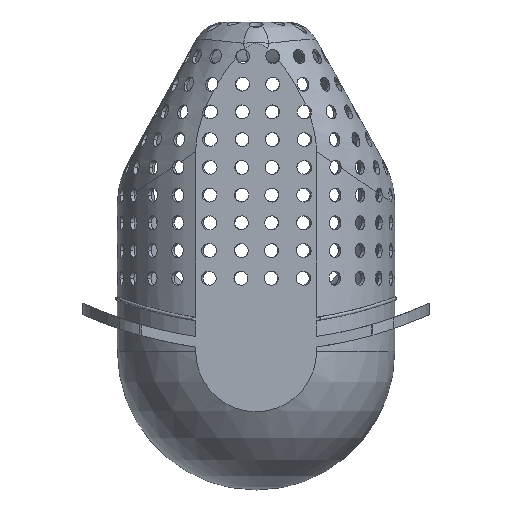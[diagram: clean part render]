
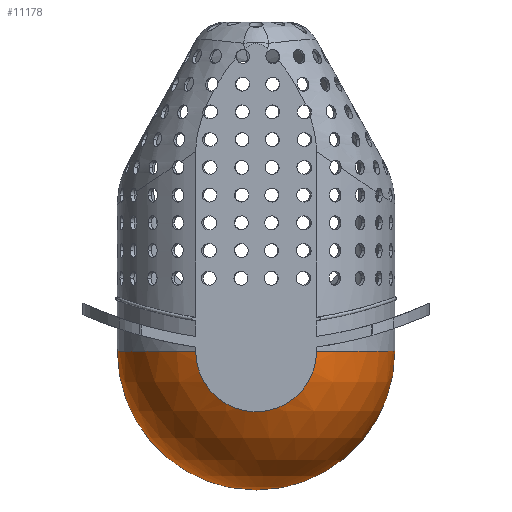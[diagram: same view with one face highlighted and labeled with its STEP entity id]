
A CAD part, front view. The second image highlights one B-rep face of the part: STEP entity #11178.
In plain terms, the highlighted spherical face has radius 40 mm.
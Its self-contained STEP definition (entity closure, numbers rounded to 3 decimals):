
#40 = FACE_OUTER_BOUND ( 'NONE', #2174, .T. ) ;
#106 = VERTEX_POINT ( 'NONE', #10421 ) ;
#231 = AXIS2_PLACEMENT_3D ( 'NONE', #19658, #19765, #12344 ) ;
#1642 = DIRECTION ( 'NONE',  ( 0., 0., 1. ) ) ;
#1711 = DIRECTION ( 'NONE',  ( 0., 0., 1. ) ) ;
#2174 = EDGE_LOOP ( 'NONE', ( #4426, #11589, #18176, #27717 ) ) ;
#3382 = DIRECTION ( 'NONE',  ( 1., 0., 0. ) ) ;
#4390 = EDGE_CURVE ( 'NONE', #20292, #16410, #8136, .T. ) ;
#4426 = ORIENTED_EDGE ( 'NONE', *, *, #7658, .F. ) ;
#6517 = EDGE_CURVE ( 'NONE', #106, #20257, #7284, .T. ) ;
#6892 = CIRCLE ( 'NONE', #23286, 17.436 ) ;
#7284 = CIRCLE ( 'NONE', #17320, 40. ) ;
#7658 = EDGE_CURVE ( 'NONE', #16410, #20257, #6892, .T. ) ;
#8136 = CIRCLE ( 'NONE', #15454, 40. ) ;
#9495 = DIRECTION ( 'NONE',  ( -1., 0., 0. ) ) ;
#10172 = CARTESIAN_POINT ( 'NONE',  ( -40., 0., 0. ) ) ;
#10421 = CARTESIAN_POINT ( 'NONE',  ( 40., 0., 0. ) ) ;
#10610 = CARTESIAN_POINT ( 'NONE',  ( 17.436, -36., 0. ) ) ;
#11045 = DIRECTION ( 'NONE',  ( 0., -1., 0. ) ) ;
#11178 = ADVANCED_FACE ( 'NONE', ( #40 ), #21868, .T. ) ;
#11589 = ORIENTED_EDGE ( 'NONE', *, *, #4390, .F. ) ;
#12344 = DIRECTION ( 'NONE',  ( 1., 0., 0. ) ) ;
#15454 = AXIS2_PLACEMENT_3D ( 'NONE', #24402, #1711, #27155 ) ;
#16410 = VERTEX_POINT ( 'NONE', #18251 ) ;
#17320 = AXIS2_PLACEMENT_3D ( 'NONE', #20004, #29746, #9495 ) ;
#18176 = ORIENTED_EDGE ( 'NONE', *, *, #28809, .T. ) ;
#18251 = CARTESIAN_POINT ( 'NONE',  ( -17.436, -36., 0. ) ) ;
#19658 = CARTESIAN_POINT ( 'NONE',  ( 0., 0., 0. ) ) ;
#19765 = DIRECTION ( 'NONE',  ( 0., 0., 1. ) ) ;
#20004 = CARTESIAN_POINT ( 'NONE',  ( 0., 0., 0. ) ) ;
#20257 = VERTEX_POINT ( 'NONE', #10610 ) ;
#20292 = VERTEX_POINT ( 'NONE', #10172 ) ;
#21805 = CARTESIAN_POINT ( 'NONE',  ( 0., -36., 0. ) ) ;
#21868 = SPHERICAL_SURFACE ( 'NONE', #231, 40. ) ;
#22181 = AXIS2_PLACEMENT_3D ( 'NONE', #31401, #11045, #3382 ) ;
#23286 = AXIS2_PLACEMENT_3D ( 'NONE', #21805, #31756, #1642 ) ;
#24402 = CARTESIAN_POINT ( 'NONE',  ( 0., 0., 0. ) ) ;
#27155 = DIRECTION ( 'NONE',  ( 1., 0., 0. ) ) ;
#27717 = ORIENTED_EDGE ( 'NONE', *, *, #6517, .T. ) ;
#28809 = EDGE_CURVE ( 'NONE', #20292, #106, #30192, .T. ) ;
#29746 = DIRECTION ( 'NONE',  ( 0., 0., -1. ) ) ;
#30192 = CIRCLE ( 'NONE', #22181, 40. ) ;
#31401 = CARTESIAN_POINT ( 'NONE',  ( 0., 0., 0. ) ) ;
#31756 = DIRECTION ( 'NONE',  ( 0., -1., 0. ) ) ;
